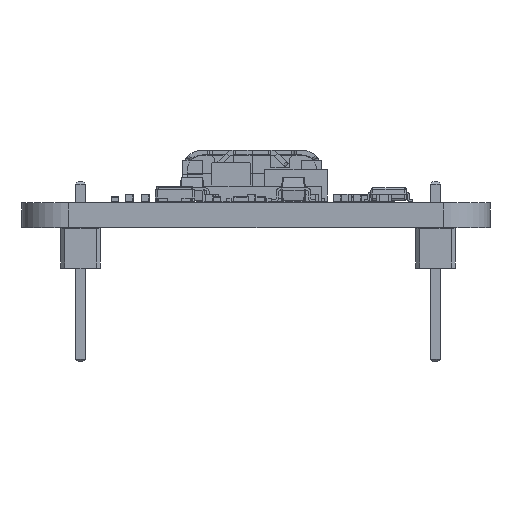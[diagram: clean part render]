
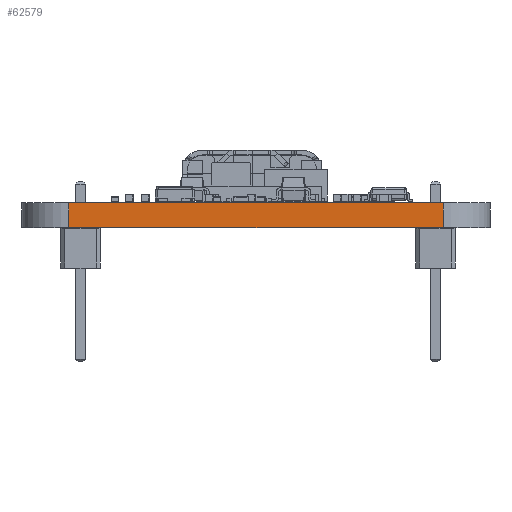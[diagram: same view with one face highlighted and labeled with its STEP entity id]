
A CAD part, left-side view. The second image highlights one B-rep face of the part: STEP entity #62579.
In plain terms, the highlighted planar face has unit normal (-1, 0, 0).
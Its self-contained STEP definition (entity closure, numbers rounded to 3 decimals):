
#61605 = VERTEX_POINT('',#61606);
#61606 = CARTESIAN_POINT('',(75.,-78.,0.));
#61613 = EDGE_CURVE('',#61605,#61614,#61616,.T.);
#61614 = VERTEX_POINT('',#61615);
#61615 = CARTESIAN_POINT('',(75.,-54.,0.));
#61616 = LINE('',#61617,#61618);
#61617 = CARTESIAN_POINT('',(75.,-78.,0.));
#61618 = VECTOR('',#61619,1.);
#61619 = DIRECTION('',(0.,1.,0.));
#62087 = VERTEX_POINT('',#62088);
#62088 = CARTESIAN_POINT('',(75.,-78.,1.6));
#62095 = EDGE_CURVE('',#62087,#62096,#62098,.T.);
#62096 = VERTEX_POINT('',#62097);
#62097 = CARTESIAN_POINT('',(75.,-54.,1.6));
#62098 = LINE('',#62099,#62100);
#62099 = CARTESIAN_POINT('',(75.,-78.,1.6));
#62100 = VECTOR('',#62101,1.);
#62101 = DIRECTION('',(0.,1.,0.));
#62549 = EDGE_CURVE('',#61614,#62096,#62550,.T.);
#62550 = LINE('',#62551,#62552);
#62551 = CARTESIAN_POINT('',(75.,-54.,0.));
#62552 = VECTOR('',#62553,1.);
#62553 = DIRECTION('',(0.,0.,1.));
#62579 = ADVANCED_FACE('',(#62580),#62591,.T.);
#62580 = FACE_BOUND('',#62581,.T.);
#62581 = EDGE_LOOP('',(#62582,#62588,#62589,#62590));
#62582 = ORIENTED_EDGE('',*,*,#62583,.T.);
#62583 = EDGE_CURVE('',#61605,#62087,#62584,.T.);
#62584 = LINE('',#62585,#62586);
#62585 = CARTESIAN_POINT('',(75.,-78.,0.));
#62586 = VECTOR('',#62587,1.);
#62587 = DIRECTION('',(0.,0.,1.));
#62588 = ORIENTED_EDGE('',*,*,#62095,.T.);
#62589 = ORIENTED_EDGE('',*,*,#62549,.F.);
#62590 = ORIENTED_EDGE('',*,*,#61613,.F.);
#62591 = PLANE('',#62592);
#62592 = AXIS2_PLACEMENT_3D('',#62593,#62594,#62595);
#62593 = CARTESIAN_POINT('',(75.,-78.,0.));
#62594 = DIRECTION('',(-1.,0.,0.));
#62595 = DIRECTION('',(0.,1.,0.));
